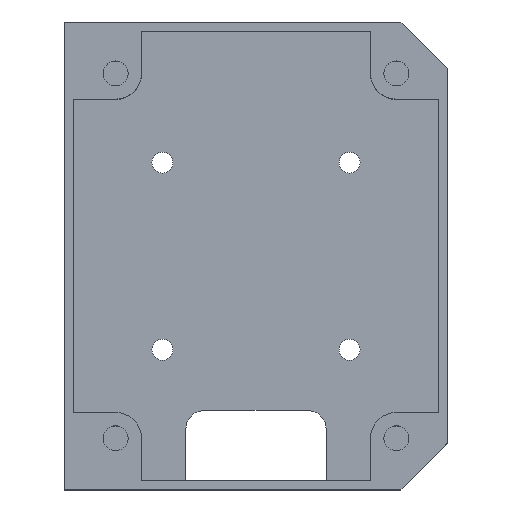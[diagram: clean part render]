
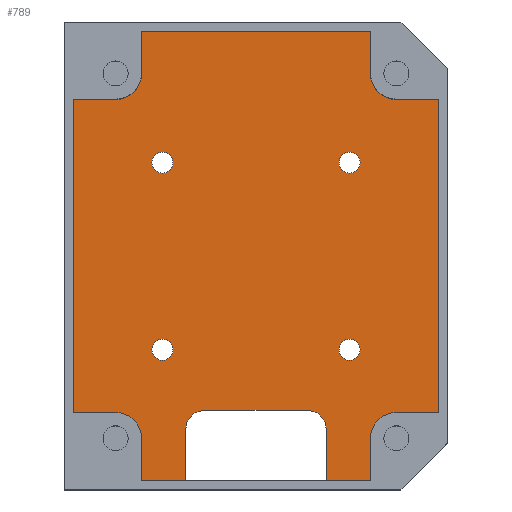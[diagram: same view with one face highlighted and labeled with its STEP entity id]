
A CAD part, top view. The second image highlights one B-rep face of the part: STEP entity #789.
In plain terms, the highlighted planar face has unit normal (0, 0, 1).
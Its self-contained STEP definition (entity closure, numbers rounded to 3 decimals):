
#24=FACE_BOUND('',#141,.T.);
#25=FACE_BOUND('',#142,.T.);
#26=FACE_BOUND('',#143,.T.);
#27=FACE_BOUND('',#144,.T.);
#51=PLANE('',#874);
#93=FACE_OUTER_BOUND('',#140,.T.);
#140=EDGE_LOOP('',(#665,#666,#667,#668,#669,#670,#671,#672,#673,#674,#675,
#676,#677,#678,#679,#680,#681,#682,#683,#684,#685,#686));
#141=EDGE_LOOP('',(#687));
#142=EDGE_LOOP('',(#688));
#143=EDGE_LOOP('',(#689));
#144=EDGE_LOOP('',(#690));
#167=LINE('',#1151,#247);
#170=LINE('',#1162,#250);
#176=LINE('',#1195,#256);
#181=LINE('',#1209,#261);
#184=LINE('',#1215,#264);
#187=LINE('',#1221,#267);
#191=LINE('',#1233,#271);
#194=LINE('',#1239,#274);
#197=LINE('',#1245,#277);
#201=LINE('',#1257,#281);
#204=LINE('',#1263,#284);
#207=LINE('',#1269,#287);
#211=LINE('',#1281,#291);
#221=LINE('',#1300,#301);
#222=LINE('',#1302,#302);
#223=LINE('',#1303,#303);
#247=VECTOR('',#929,10.);
#250=VECTOR('',#940,10.);
#256=VECTOR('',#980,10.);
#261=VECTOR('',#993,10.);
#264=VECTOR('',#998,10.);
#267=VECTOR('',#1003,10.);
#271=VECTOR('',#1015,10.);
#274=VECTOR('',#1020,10.);
#277=VECTOR('',#1025,10.);
#281=VECTOR('',#1037,10.);
#284=VECTOR('',#1042,10.);
#287=VECTOR('',#1047,10.);
#291=VECTOR('',#1059,10.);
#301=VECTOR('',#1073,10.);
#302=VECTOR('',#1074,10.);
#303=VECTOR('',#1075,10.);
#320=CIRCLE('',#816,2.25);
#322=CIRCLE('',#819,2.25);
#324=CIRCLE('',#822,2.25);
#326=CIRCLE('',#825,2.25);
#328=CIRCLE('',#828,4.);
#330=CIRCLE('',#832,4.);
#339=CIRCLE('',#852,5.5);
#341=CIRCLE('',#858,5.5);
#343=CIRCLE('',#864,5.5);
#345=CIRCLE('',#870,5.5);
#348=VERTEX_POINT('',#1116);
#350=VERTEX_POINT('',#1122);
#352=VERTEX_POINT('',#1128);
#354=VERTEX_POINT('',#1134);
#357=VERTEX_POINT('',#1141);
#358=VERTEX_POINT('',#1143);
#360=VERTEX_POINT('',#1149);
#363=VERTEX_POINT('',#1156);
#364=VERTEX_POINT('',#1158);
#373=VERTEX_POINT('',#1193);
#374=VERTEX_POINT('',#1194);
#377=VERTEX_POINT('',#1202);
#379=VERTEX_POINT('',#1208);
#381=VERTEX_POINT('',#1214);
#383=VERTEX_POINT('',#1220);
#385=VERTEX_POINT('',#1226);
#387=VERTEX_POINT('',#1232);
#389=VERTEX_POINT('',#1238);
#391=VERTEX_POINT('',#1244);
#393=VERTEX_POINT('',#1250);
#395=VERTEX_POINT('',#1256);
#397=VERTEX_POINT('',#1262);
#399=VERTEX_POINT('',#1268);
#401=VERTEX_POINT('',#1274);
#403=VERTEX_POINT('',#1280);
#411=VERTEX_POINT('',#1301);
#421=EDGE_CURVE('',#348,#348,#320,.T.);
#424=EDGE_CURVE('',#350,#350,#322,.T.);
#427=EDGE_CURVE('',#352,#352,#324,.T.);
#430=EDGE_CURVE('',#354,#354,#326,.T.);
#433=EDGE_CURVE('',#357,#358,#328,.T.);
#437=EDGE_CURVE('',#357,#360,#167,.T.);
#440=EDGE_CURVE('',#363,#364,#330,.T.);
#442=EDGE_CURVE('',#363,#358,#170,.T.);
#456=EDGE_CURVE('',#373,#374,#176,.T.);
#460=EDGE_CURVE('',#377,#373,#339,.T.);
#463=EDGE_CURVE('',#379,#377,#181,.T.);
#466=EDGE_CURVE('',#381,#379,#184,.T.);
#469=EDGE_CURVE('',#383,#381,#187,.T.);
#472=EDGE_CURVE('',#385,#383,#341,.T.);
#475=EDGE_CURVE('',#387,#385,#191,.T.);
#478=EDGE_CURVE('',#374,#389,#194,.T.);
#481=EDGE_CURVE('',#389,#391,#197,.T.);
#484=EDGE_CURVE('',#391,#393,#343,.T.);
#487=EDGE_CURVE('',#393,#395,#201,.T.);
#490=EDGE_CURVE('',#395,#397,#204,.T.);
#493=EDGE_CURVE('',#397,#399,#207,.T.);
#496=EDGE_CURVE('',#399,#401,#345,.T.);
#499=EDGE_CURVE('',#401,#403,#211,.T.);
#509=EDGE_CURVE('',#360,#387,#221,.T.);
#510=EDGE_CURVE('',#403,#411,#222,.T.);
#511=EDGE_CURVE('',#411,#364,#223,.T.);
#665=ORIENTED_EDGE('',*,*,#509,.T.);
#666=ORIENTED_EDGE('',*,*,#475,.T.);
#667=ORIENTED_EDGE('',*,*,#472,.T.);
#668=ORIENTED_EDGE('',*,*,#469,.T.);
#669=ORIENTED_EDGE('',*,*,#466,.T.);
#670=ORIENTED_EDGE('',*,*,#463,.T.);
#671=ORIENTED_EDGE('',*,*,#460,.T.);
#672=ORIENTED_EDGE('',*,*,#456,.T.);
#673=ORIENTED_EDGE('',*,*,#478,.T.);
#674=ORIENTED_EDGE('',*,*,#481,.T.);
#675=ORIENTED_EDGE('',*,*,#484,.T.);
#676=ORIENTED_EDGE('',*,*,#487,.T.);
#677=ORIENTED_EDGE('',*,*,#490,.T.);
#678=ORIENTED_EDGE('',*,*,#493,.T.);
#679=ORIENTED_EDGE('',*,*,#496,.T.);
#680=ORIENTED_EDGE('',*,*,#499,.T.);
#681=ORIENTED_EDGE('',*,*,#510,.T.);
#682=ORIENTED_EDGE('',*,*,#511,.T.);
#683=ORIENTED_EDGE('',*,*,#440,.F.);
#684=ORIENTED_EDGE('',*,*,#442,.T.);
#685=ORIENTED_EDGE('',*,*,#433,.F.);
#686=ORIENTED_EDGE('',*,*,#437,.T.);
#687=ORIENTED_EDGE('',*,*,#421,.T.);
#688=ORIENTED_EDGE('',*,*,#424,.T.);
#689=ORIENTED_EDGE('',*,*,#427,.T.);
#690=ORIENTED_EDGE('',*,*,#430,.T.);
#789=ADVANCED_FACE('',(#93,#24,#25,#26,#27),#51,.T.);
#816=AXIS2_PLACEMENT_3D('',#1118,#894,#895);
#819=AXIS2_PLACEMENT_3D('',#1124,#901,#902);
#822=AXIS2_PLACEMENT_3D('',#1130,#908,#909);
#825=AXIS2_PLACEMENT_3D('',#1136,#915,#916);
#828=AXIS2_PLACEMENT_3D('',#1144,#922,#923);
#832=AXIS2_PLACEMENT_3D('',#1159,#935,#936);
#852=AXIS2_PLACEMENT_3D('',#1203,#986,#987);
#858=AXIS2_PLACEMENT_3D('',#1227,#1008,#1009);
#864=AXIS2_PLACEMENT_3D('',#1251,#1030,#1031);
#870=AXIS2_PLACEMENT_3D('',#1275,#1052,#1053);
#874=AXIS2_PLACEMENT_3D('',#1299,#1071,#1072);
#894=DIRECTION('center_axis',(0.,0.,-1.));
#895=DIRECTION('ref_axis',(1.,0.,0.));
#901=DIRECTION('center_axis',(0.,0.,-1.));
#902=DIRECTION('ref_axis',(1.,0.,0.));
#908=DIRECTION('center_axis',(0.,0.,-1.));
#909=DIRECTION('ref_axis',(1.,0.,0.));
#915=DIRECTION('center_axis',(0.,0.,-1.));
#916=DIRECTION('ref_axis',(1.,0.,0.));
#922=DIRECTION('center_axis',(0.,0.,1.));
#923=DIRECTION('ref_axis',(0.707,0.707,0.));
#929=DIRECTION('',(0.,-1.,0.));
#935=DIRECTION('center_axis',(0.,0.,1.));
#936=DIRECTION('ref_axis',(-0.707,0.707,0.));
#940=DIRECTION('',(1.,0.,0.));
#980=DIRECTION('',(0.,1.,0.));
#986=DIRECTION('center_axis',(0.,0.,-1.));
#987=DIRECTION('ref_axis',(-1.,0.,0.));
#993=DIRECTION('',(-1.,0.,0.));
#998=DIRECTION('',(0.,1.,0.));
#1003=DIRECTION('',(1.,0.,0.));
#1008=DIRECTION('center_axis',(0.,0.,-1.));
#1009=DIRECTION('ref_axis',(0.,1.,0.));
#1015=DIRECTION('',(0.,1.,0.));
#1020=DIRECTION('',(-1.,0.,0.));
#1025=DIRECTION('',(0.,-1.,0.));
#1030=DIRECTION('center_axis',(0.,0.,-1.));
#1031=DIRECTION('ref_axis',(0.,-1.,0.));
#1037=DIRECTION('',(-1.,0.,0.));
#1042=DIRECTION('',(0.,-1.,0.));
#1047=DIRECTION('',(1.,0.,0.));
#1052=DIRECTION('center_axis',(0.,0.,-1.));
#1053=DIRECTION('ref_axis',(1.,0.,0.));
#1059=DIRECTION('',(0.,-1.,0.));
#1071=DIRECTION('center_axis',(0.,0.,1.));
#1072=DIRECTION('ref_axis',(1.,0.,0.));
#1073=DIRECTION('',(1.,0.,0.));
#1074=DIRECTION('',(1.,0.,0.));
#1075=DIRECTION('',(0.,1.,0.));
#1116=CARTESIAN_POINT('',(-22.25,-20.,2.));
#1118=CARTESIAN_POINT('Origin',(-20.,-20.,2.));
#1122=CARTESIAN_POINT('',(17.75,-20.,2.));
#1124=CARTESIAN_POINT('Origin',(20.,-20.,2.));
#1128=CARTESIAN_POINT('',(-22.25,20.,2.));
#1130=CARTESIAN_POINT('Origin',(-20.,20.,2.));
#1134=CARTESIAN_POINT('',(17.75,20.,2.));
#1136=CARTESIAN_POINT('Origin',(20.,20.,2.));
#1141=CARTESIAN_POINT('',(15.,-37.,2.));
#1143=CARTESIAN_POINT('',(11.,-33.,2.));
#1144=CARTESIAN_POINT('Origin',(11.,-37.,2.));
#1149=CARTESIAN_POINT('',(15.,-48.,2.));
#1151=CARTESIAN_POINT('',(15.,-48.,2.));
#1156=CARTESIAN_POINT('',(-11.,-33.,2.));
#1158=CARTESIAN_POINT('',(-15.,-37.,2.));
#1159=CARTESIAN_POINT('Origin',(-11.,-37.,2.));
#1162=CARTESIAN_POINT('',(15.,-33.,2.));
#1193=CARTESIAN_POINT('',(24.5,39.,2.));
#1194=CARTESIAN_POINT('',(24.5,48.,2.));
#1195=CARTESIAN_POINT('',(24.5,24.,2.));
#1202=CARTESIAN_POINT('',(30.,33.5,2.));
#1203=CARTESIAN_POINT('Origin',(30.,39.,2.));
#1208=CARTESIAN_POINT('',(39.,33.5,2.));
#1209=CARTESIAN_POINT('',(15.,33.5,2.));
#1214=CARTESIAN_POINT('',(39.,-33.5,2.));
#1215=CARTESIAN_POINT('',(39.,16.75,2.));
#1220=CARTESIAN_POINT('',(30.,-33.5,2.));
#1221=CARTESIAN_POINT('',(19.5,-33.5,2.));
#1226=CARTESIAN_POINT('',(24.5,-39.,2.));
#1227=CARTESIAN_POINT('Origin',(30.,-39.,2.));
#1232=CARTESIAN_POINT('',(24.5,-48.,2.));
#1233=CARTESIAN_POINT('',(24.5,-19.5,2.));
#1238=CARTESIAN_POINT('',(-24.5,48.,2.));
#1239=CARTESIAN_POINT('',(-12.25,48.,2.));
#1244=CARTESIAN_POINT('',(-24.5,39.,2.));
#1245=CARTESIAN_POINT('',(-24.5,19.5,2.));
#1250=CARTESIAN_POINT('',(-30.,33.5,2.));
#1251=CARTESIAN_POINT('Origin',(-30.,39.,2.));
#1256=CARTESIAN_POINT('',(-39.,33.5,2.));
#1257=CARTESIAN_POINT('',(-19.5,33.5,2.));
#1262=CARTESIAN_POINT('',(-39.,-33.5,2.));
#1263=CARTESIAN_POINT('',(-39.,-16.75,2.));
#1268=CARTESIAN_POINT('',(-30.,-33.5,2.));
#1269=CARTESIAN_POINT('',(-15.,-33.5,2.));
#1274=CARTESIAN_POINT('',(-24.5,-39.,2.));
#1275=CARTESIAN_POINT('Origin',(-30.,-39.,2.));
#1280=CARTESIAN_POINT('',(-24.5,-48.,2.));
#1281=CARTESIAN_POINT('',(-24.5,-24.,2.));
#1299=CARTESIAN_POINT('Origin',(0.,0.,2.));
#1300=CARTESIAN_POINT('',(12.25,-48.,2.));
#1301=CARTESIAN_POINT('',(-15.,-48.,2.));
#1302=CARTESIAN_POINT('',(12.25,-48.,2.));
#1303=CARTESIAN_POINT('',(-15.,-33.,2.));
